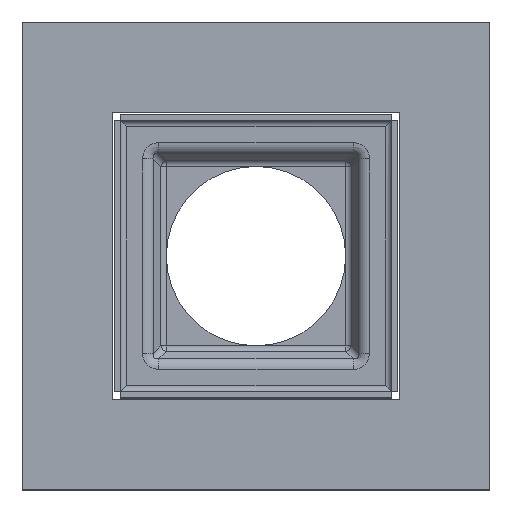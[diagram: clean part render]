
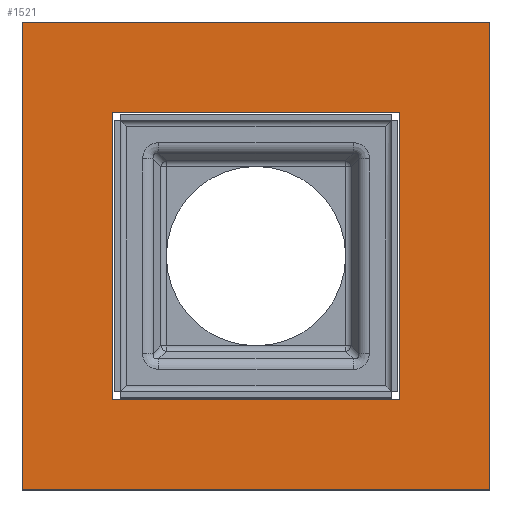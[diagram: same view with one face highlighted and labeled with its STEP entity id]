
A CAD part, top view. The second image highlights one B-rep face of the part: STEP entity #1521.
In plain terms, the highlighted planar face has unit normal (0, 0, 1).
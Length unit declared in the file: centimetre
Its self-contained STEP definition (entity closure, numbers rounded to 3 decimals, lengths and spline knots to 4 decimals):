
#180=FACE_BOUND('',#298,.T.);
#194=FACE_OUTER_BOUND('',#297,.T.);
#297=EDGE_LOOP('',(#1049,#1050,#1051,#1052));
#298=EDGE_LOOP('',(#1053,#1054,#1055,#1056));
#398=LINE('',#2333,#531);
#402=LINE('',#2341,#535);
#407=LINE('',#2350,#540);
#409=LINE('',#2353,#542);
#412=LINE('',#2361,#545);
#415=LINE('',#2367,#548);
#418=LINE('',#2373,#551);
#421=LINE('',#2377,#554);
#531=VECTOR('',#1817,1.);
#535=VECTOR('',#1823,1.);
#540=VECTOR('',#1830,1.);
#542=VECTOR('',#1834,1.);
#545=VECTOR('',#1839,1.);
#548=VECTOR('',#1844,1.);
#551=VECTOR('',#1849,1.);
#554=VECTOR('',#1854,1.);
#664=VERTEX_POINT('',#2331);
#665=VERTEX_POINT('',#2332);
#668=VERTEX_POINT('',#2340);
#671=VERTEX_POINT('',#2348);
#674=VERTEX_POINT('',#2358);
#675=VERTEX_POINT('',#2360);
#677=VERTEX_POINT('',#2366);
#679=VERTEX_POINT('',#2372);
#790=EDGE_CURVE('',#664,#665,#398,.T.);
#794=EDGE_CURVE('',#665,#668,#402,.T.);
#799=EDGE_CURVE('',#671,#664,#407,.T.);
#801=EDGE_CURVE('',#668,#671,#409,.T.);
#804=EDGE_CURVE('',#675,#674,#412,.T.);
#807=EDGE_CURVE('',#677,#675,#415,.T.);
#810=EDGE_CURVE('',#679,#677,#418,.T.);
#813=EDGE_CURVE('',#674,#679,#421,.T.);
#1049=ORIENTED_EDGE('',*,*,#813,.T.);
#1050=ORIENTED_EDGE('',*,*,#810,.T.);
#1051=ORIENTED_EDGE('',*,*,#807,.T.);
#1052=ORIENTED_EDGE('',*,*,#804,.T.);
#1053=ORIENTED_EDGE('',*,*,#799,.F.);
#1054=ORIENTED_EDGE('',*,*,#801,.F.);
#1055=ORIENTED_EDGE('',*,*,#794,.F.);
#1056=ORIENTED_EDGE('',*,*,#790,.F.);
#1479=PLANE('',#1629);
#1521=ADVANCED_FACE('',(#194,#180),#1479,.T.);
#1629=AXIS2_PLACEMENT_3D('',#2378,#1855,#1856);
#1817=DIRECTION('',(1.,0.,0.));
#1823=DIRECTION('',(0.,1.,0.));
#1830=DIRECTION('',(0.,-1.,0.));
#1834=DIRECTION('',(-1.,0.,0.));
#1839=DIRECTION('',(0.,1.,0.));
#1844=DIRECTION('',(1.,0.,0.));
#1849=DIRECTION('',(0.,-1.,0.));
#1854=DIRECTION('',(-1.,0.,0.));
#1855=DIRECTION('center_axis',(0.,0.,1.));
#1856=DIRECTION('ref_axis',(1.,0.,0.));
#2331=CARTESIAN_POINT('',(547.411,159.729,89.));
#2332=CARTESIAN_POINT('',(731.411,159.729,89.));
#2333=CARTESIAN_POINT('',(547.411,159.729,89.));
#2340=CARTESIAN_POINT('',(731.411,343.729,89.));
#2341=CARTESIAN_POINT('',(731.411,149.729,89.));
#2348=CARTESIAN_POINT('',(547.411,343.729,89.));
#2350=CARTESIAN_POINT('',(547.411,343.729,89.));
#2353=CARTESIAN_POINT('',(731.411,343.729,89.));
#2358=CARTESIAN_POINT('',(789.411,401.729,89.));
#2360=CARTESIAN_POINT('',(789.411,101.729,89.));
#2361=CARTESIAN_POINT('',(789.411,101.729,89.));
#2366=CARTESIAN_POINT('',(489.411,101.729,89.));
#2367=CARTESIAN_POINT('',(489.411,101.729,89.));
#2372=CARTESIAN_POINT('',(489.411,401.729,89.));
#2373=CARTESIAN_POINT('',(489.411,401.729,89.));
#2377=CARTESIAN_POINT('',(789.411,401.729,89.));
#2378=CARTESIAN_POINT('Origin',(639.411,251.729,89.));
